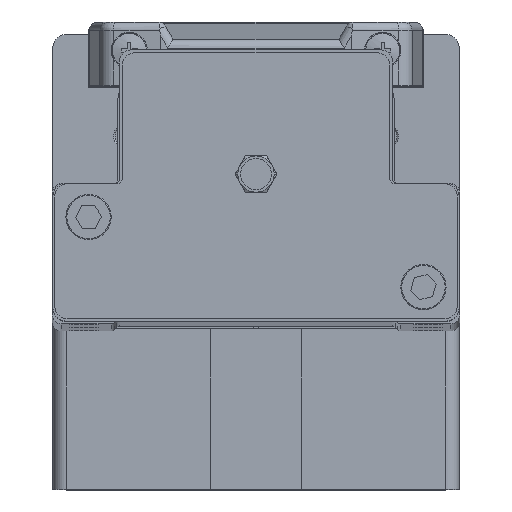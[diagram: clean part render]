
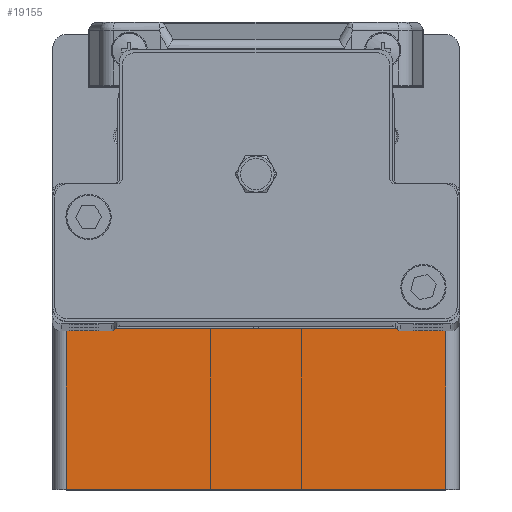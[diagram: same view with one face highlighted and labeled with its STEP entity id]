
A CAD part, top view. The second image highlights one B-rep face of the part: STEP entity #19155.
In plain terms, the highlighted planar face has unit normal (0, 0, 1).
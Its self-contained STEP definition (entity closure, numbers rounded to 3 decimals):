
#452 = DIRECTION ( 'NONE',  ( 0., -1., 0. ) ) ;
#967 = CARTESIAN_POINT ( 'NONE',  ( 41.9, 72.75, 33.5 ) ) ;
#1597 = CARTESIAN_POINT ( 'NONE',  ( -41.9, 72.75, 33.5 ) ) ;
#1966 = LINE ( 'NONE', #8396, #12220 ) ;
#2072 = VECTOR ( 'NONE', #452, 1000. ) ;
#2246 = ORIENTED_EDGE ( 'NONE', *, *, #16970, .T. ) ;
#6805 = VECTOR ( 'NONE', #12938, 1000. ) ;
#7232 = LINE ( 'NONE', #11951, #2072 ) ;
#8306 = CARTESIAN_POINT ( 'NONE',  ( -41.9, 27.75, 33.5 ) ) ;
#8372 = CARTESIAN_POINT ( 'NONE',  ( -44.9, 27.75, 33.5 ) ) ;
#8396 = CARTESIAN_POINT ( 'NONE',  ( -44.9, 72.75, 33.5 ) ) ;
#8629 = VERTEX_POINT ( 'NONE', #21339 ) ;
#9006 = CARTESIAN_POINT ( 'NONE',  ( 41.9, 72.75, 33.5 ) ) ;
#9248 = ORIENTED_EDGE ( 'NONE', *, *, #17455, .T. ) ;
#10038 = VERTEX_POINT ( 'NONE', #967 ) ;
#10133 = DIRECTION ( 'NONE',  ( -1., 0., 0. ) ) ;
#10977 = VERTEX_POINT ( 'NONE', #8306 ) ;
#11428 = EDGE_LOOP ( 'NONE', ( #14035, #18429, #2246, #9248 ) ) ;
#11951 = CARTESIAN_POINT ( 'NONE',  ( -41.9, 27.75, 33.5 ) ) ;
#12220 = VECTOR ( 'NONE', #21850, 1000. ) ;
#12938 = DIRECTION ( 'NONE',  ( 0., 1., 0. ) ) ;
#13239 = EDGE_CURVE ( 'NONE', #24376, #10038, #1966, .T. ) ;
#13603 = FACE_OUTER_BOUND ( 'NONE', #11428, .T. ) ;
#14035 = ORIENTED_EDGE ( 'NONE', *, *, #13239, .F. ) ;
#14649 = VECTOR ( 'NONE', #23763, 1000. ) ;
#15028 = AXIS2_PLACEMENT_3D ( 'NONE', #17735, #21644, #10133 ) ;
#15196 = EDGE_CURVE ( 'NONE', #24376, #10977, #7232, .T. ) ;
#16970 = EDGE_CURVE ( 'NONE', #10977, #8629, #20418, .T. ) ;
#17455 = EDGE_CURVE ( 'NONE', #8629, #10038, #22156, .T. ) ;
#17735 = CARTESIAN_POINT ( 'NONE',  ( -44.9, 72.75, 33.5 ) ) ;
#18429 = ORIENTED_EDGE ( 'NONE', *, *, #15196, .T. ) ;
#19155 = ADVANCED_FACE ( 'NONE', ( #13603 ), #23511, .F. ) ;
#20418 = LINE ( 'NONE', #8372, #14649 ) ;
#21339 = CARTESIAN_POINT ( 'NONE',  ( 41.9, 27.75, 33.5 ) ) ;
#21644 = DIRECTION ( 'NONE',  ( 0., 0., -1. ) ) ;
#21850 = DIRECTION ( 'NONE',  ( 1., 0., 0. ) ) ;
#22156 = LINE ( 'NONE', #9006, #6805 ) ;
#23511 = PLANE ( 'NONE',  #15028 ) ;
#23763 = DIRECTION ( 'NONE',  ( 1., 0., 0. ) ) ;
#24376 = VERTEX_POINT ( 'NONE', #1597 ) ;
